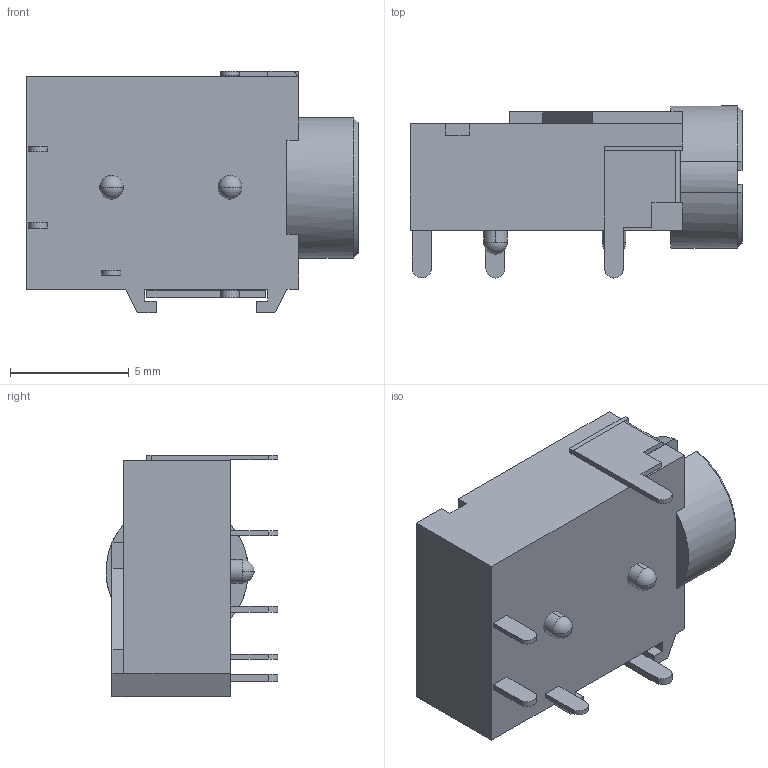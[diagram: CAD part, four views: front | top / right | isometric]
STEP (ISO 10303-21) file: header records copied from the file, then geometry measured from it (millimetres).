
FILE_DESCRIPTION (( 'STEP AP214' ), '1' );
FILE_NAME ('CUI_DEVICES_SJ-43515TS.step', '2020-10-27T07:56:28', ( '' ), ( '' ), 'SwSTEP 2.0', 'SolidWorks 2020', '' );
FILE_SCHEMA (( 'AUTOMOTIVE_DESIGN' ));
Length unit declared in the file: inch
Products named in the file (1): CUI_DEVICES_SJ-43515TS
Bounding box: 14 x 7.25 x 10.2 mm (x, y, z)
Volume: 519 mm3; surface area: 733.6 mm2
Topology: 3 solids, 3 shells, 146 faces, 404 edges, 265 vertices
Faces by surface type: plane 113, cylinder 25, sphere 4, cone 4
Entity records: 5822 total; most frequent: CARTESIAN_POINT 845, ORIENTED_EDGE 800, DIRECTION 757, EDGE_CURVE 400, LINE 321, VECTOR 321, VERTEX_POINT 265, AXIS2_PLACEMENT_3D 218
